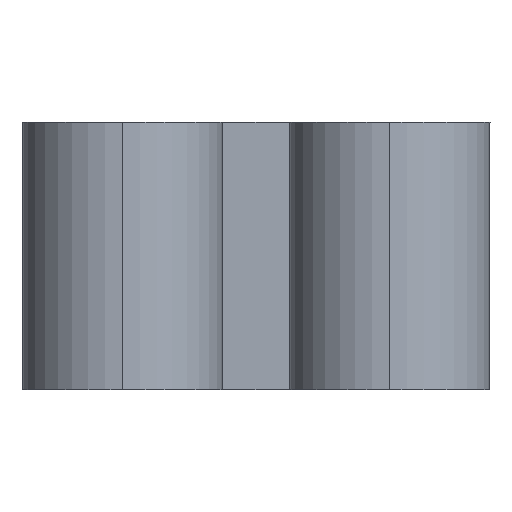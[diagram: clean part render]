
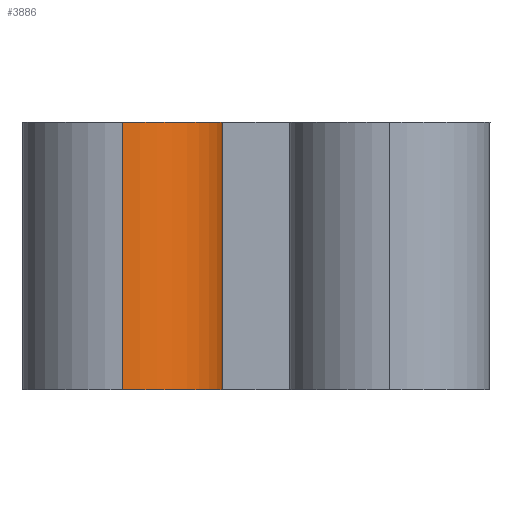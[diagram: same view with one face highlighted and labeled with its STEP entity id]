
A CAD part, left-side view. The second image highlights one B-rep face of the part: STEP entity #3886.
In plain terms, the highlighted free-form (B-spline) face has degree [1, 2] with [2, 3] control points.
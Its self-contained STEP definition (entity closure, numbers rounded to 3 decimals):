
#3496=CARTESIAN_POINT(' ',(15.,5.,0.));
#3497=VERTEX_POINT(' ',#3496);
#3511=CARTESIAN_POINT(' ',(15.,12.5,0.));
#3516=DIRECTION(' ',(0.,0.,-1.));
#3521=DIRECTION(' ',(0.,-1.,0.));
#3526=AXIS2_PLACEMENT_3D(' ',#3511,#3516,#3521);
#3531=CIRCLE('',#3526,7.5);
#3536=CARTESIAN_POINT(' ',(7.5,12.5,0.));
#3537=VERTEX_POINT(' ',#3536);
#3541=EDGE_CURVE(' ',#3497,#3537,#3531,.T.);
#3696=CARTESIAN_POINT(' ',(15.,5.,20.));
#3697=VERTEX_POINT(' ',#3696);
#3711=CARTESIAN_POINT(' ',(15.,5.,20.));
#3716=DIRECTION(' ',(0.,0.,-1.));
#3721=VECTOR(' ',#3716,1.);
#3726=LINE('',#3711,#3721);
#3731=EDGE_CURVE(' ',#3697,#3497,#3726,.T.);
#3761=CARTESIAN_POINT(' ',(15.,5.,0.));
#3766=CARTESIAN_POINT(' ',(7.5,5.,0.));
#3771=CARTESIAN_POINT(' ',(7.5,12.5,0.));
#3776=CARTESIAN_POINT(' ',(15.,5.,20.));
#3781=CARTESIAN_POINT(' ',(7.5,5.,20.));
#3786=CARTESIAN_POINT(' ',(7.5,12.5,20.));
#3791=(BOUNDED_SURFACE()B_SPLINE_SURFACE(1,2,((#3761,#3766,#3771),(#3776,#3781,#3786)),.UNSPECIFIED.,.F.,.F.,.U.)B_SPLINE_SURFACE_WITH_KNOTS((2,2),(3,3),(0.,1.),(-3.142,0.),.UNSPECIFIED.)GEOMETRIC_REPRESENTATION_ITEM()RATIONAL_B_SPLINE_SURFACE(((1.,0.707,1.),(1.,0.707,1.)))REPRESENTATION_ITEM(' ')SURFACE());
#3796=ORIENTED_EDGE(' ',*,*,#3731,.F.);
#3801=CARTESIAN_POINT(' ',(15.,12.5,20.));
#3806=DIRECTION(' ',(0.,0.,-1.));
#3811=DIRECTION(' ',(0.,-1.,0.));
#3816=AXIS2_PLACEMENT_3D(' ',#3801,#3806,#3811);
#3821=CIRCLE('',#3816,7.5);
#3826=CARTESIAN_POINT(' ',(7.5,12.5,20.));
#3827=VERTEX_POINT(' ',#3826);
#3831=EDGE_CURVE(' ',#3697,#3827,#3821,.T.);
#3836=ORIENTED_EDGE(' ',*,*,#3831,.T.);
#3841=CARTESIAN_POINT(' ',(7.5,12.5,20.));
#3846=DIRECTION(' ',(0.,0.,-1.));
#3851=VECTOR(' ',#3846,1.);
#3856=LINE('',#3841,#3851);
#3861=EDGE_CURVE(' ',#3827,#3537,#3856,.T.);
#3866=ORIENTED_EDGE(' ',*,*,#3861,.T.);
#3871=ORIENTED_EDGE(' ',*,*,#3541,.F.);
#3876=EDGE_LOOP(' ',(#3796,#3836,#3866,#3871));
#3881=FACE_OUTER_BOUND(' ',#3876,.T.);
#3886=ADVANCED_FACE('',(#3881),#3791,.T.);
